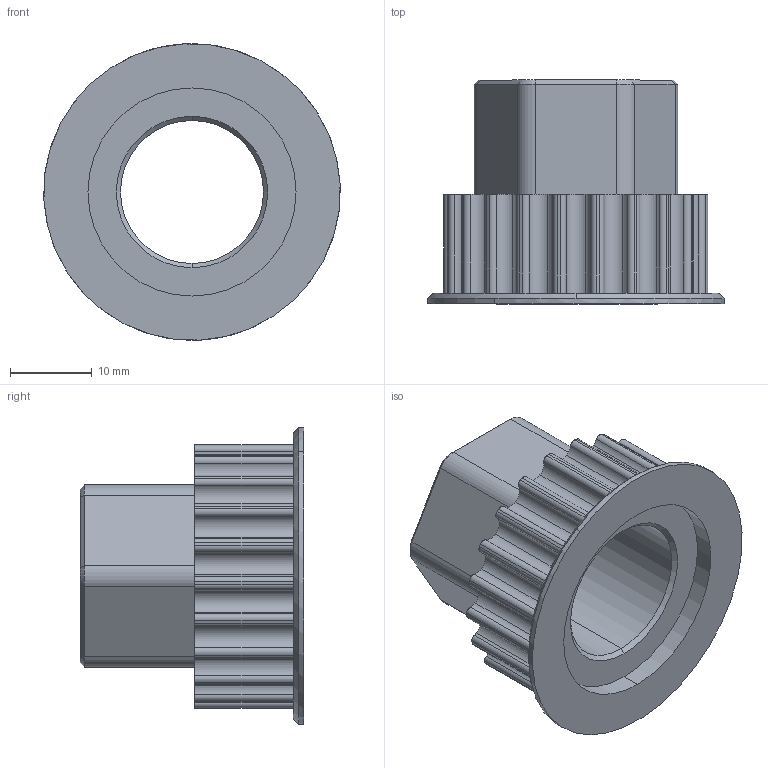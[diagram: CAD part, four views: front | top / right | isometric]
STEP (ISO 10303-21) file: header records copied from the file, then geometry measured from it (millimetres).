
FILE_DESCRIPTION (( 'STEP AP214' ), '1' );
FILE_NAME ('Intermediate Weapon Pully Machined.STEP', '2024-01-05T22:33:06', ( '' ), ( '' ), 'SwSTEP 2.0', 'SolidWorks 2023', '' );
FILE_SCHEMA (( 'AUTOMOTIVE_DESIGN' ));
Length unit declared in the file: inch
Products named in the file (1): Intermediate Weapon Pully Machined
Bounding box: 36.2 x 27.3 x 36.22 mm (x, y, z)
Volume: 8557.6 mm3; surface area: 5961.4 mm2
Topology: 1 solids, 1 shells, 144 faces, 401 edges, 262 vertices
Faces by surface type: cylinder 115, plane 17, cone 12
Entity records: 4772 total; most frequent: DIRECTION 935, CARTESIAN_POINT 808, ORIENTED_EDGE 802, EDGE_CURVE 401, AXIS2_PLACEMENT_3D 389, VERTEX_POINT 262, CIRCLE 244, LINE 157
